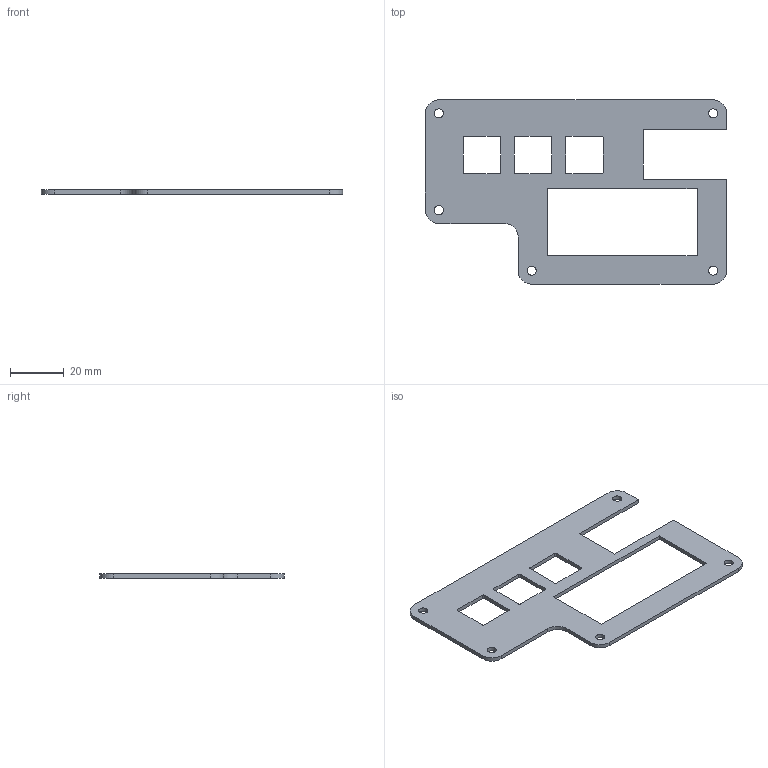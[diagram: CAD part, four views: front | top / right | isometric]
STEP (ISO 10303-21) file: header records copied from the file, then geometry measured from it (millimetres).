
FILE_DESCRIPTION(/* description */ ('','CAx-IF Rec.Pracs.---Representation and Presentation of Product Manufacturing Information (PMI)---4.0---2014-10-13'),/* implementation_level */ '2;1');
FILE_NAME(/* name */ 'top.step',/* time_stamp */ '2025-02-18T23:48:12Z',/* author */ (''),/* organization */ (''),/* preprocessor_version */ 'ST-DEVELOPER v20',/* originating_system */ 'Autodesk Translation Framework v13.20.0.188',/* authorisation */ '');
FILE_SCHEMA (('AP242_MANAGED_MODEL_BASED_3D_ENGINEERING_MIM_LF { 1 0 10303 442 1 1 4 }'));
Length unit declared in the file: millimetre
Products named in the file (1): hackpad top plate
Bounding box: 112 x 68.5 x 1.5 mm (x, y, z)
Volume: 6420.8 mm3; surface area: 9746 mm2
Topology: 1 solids, 1 shells, 51 faces, 147 edges, 98 vertices
Faces by surface type: plane 28, cylinder 23
Full cylindrical faces by diameter (mm): 3.4 x5
Entity records: 1756 total; most frequent: DIRECTION 297, CARTESIAN_POINT 297, ORIENTED_EDGE 294, EDGE_CURVE 147, LINE 101, VECTOR 101, VERTEX_POINT 98, AXIS2_PLACEMENT_3D 98
